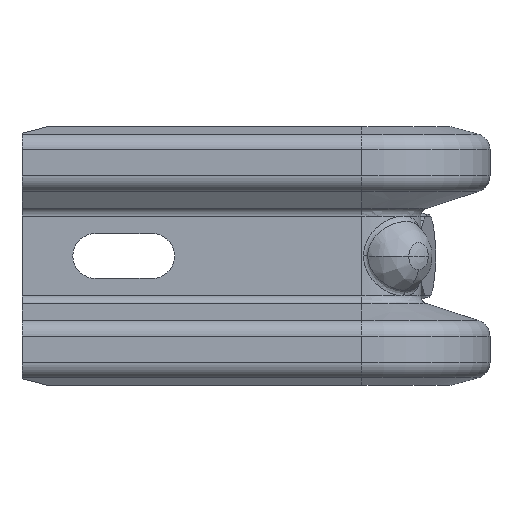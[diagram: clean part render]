
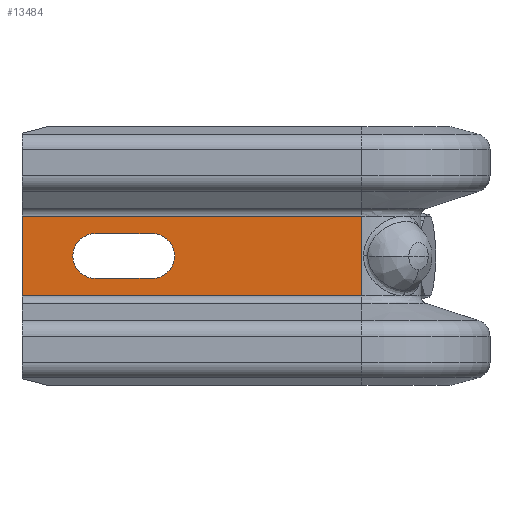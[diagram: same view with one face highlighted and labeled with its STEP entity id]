
A CAD part, left-side view. The second image highlights one B-rep face of the part: STEP entity #13484.
In plain terms, the highlighted planar face has unit normal (-1, 0, 0).
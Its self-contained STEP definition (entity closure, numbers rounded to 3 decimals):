
#1796=DIRECTION('',(0.,0.,1.));
#1797=VECTOR('',#1796,19.6);
#1798=CARTESIAN_POINT('',(-257.,115.,-9.8));
#1799=LINE('',#1798,#1797);
#1800=DIRECTION('',(0.,0.,1.));
#1801=VECTOR('',#1800,19.6);
#1802=CARTESIAN_POINT('',(-257.,31.5,-9.8));
#1803=LINE('',#1802,#1801);
#1804=DIRECTION('',(0.,1.,0.));
#1805=VECTOR('',#1804,83.5);
#1806=CARTESIAN_POINT('',(-257.,31.5,-9.8));
#1807=LINE('',#1806,#1805);
#1808=DIRECTION('',(0.,1.,0.));
#1809=VECTOR('',#1808,14.);
#1810=CARTESIAN_POINT('',(-257.,83.,5.5));
#1811=LINE('',#1810,#1809);
#1812=CARTESIAN_POINT('',(-257.,97.,0.));
#1813=DIRECTION('',(1.,0.,0.));
#1814=DIRECTION('',(0.,0.,-1.));
#1815=AXIS2_PLACEMENT_3D('',#1812,#1813,#1814);
#1817=DIRECTION('',(0.,-1.,0.));
#1818=VECTOR('',#1817,14.);
#1819=CARTESIAN_POINT('',(-257.,97.,-5.5));
#1820=LINE('',#1819,#1818);
#1821=CARTESIAN_POINT('',(-257.,83.,0.));
#1822=DIRECTION('',(1.,0.,0.));
#1823=DIRECTION('',(0.,0.,1.));
#1824=AXIS2_PLACEMENT_3D('',#1821,#1822,#1823);
#2825=DIRECTION('',(0.,1.,0.));
#2826=VECTOR('',#2825,83.5);
#2827=CARTESIAN_POINT('',(-257.,31.5,9.8));
#2828=LINE('',#2827,#2826);
#8983=CARTESIAN_POINT('',(-257.,31.5,-9.8));
#8984=VERTEX_POINT('',#8983);
#8985=CARTESIAN_POINT('',(-257.,31.5,9.8));
#8986=VERTEX_POINT('',#8985);
#9079=CARTESIAN_POINT('',(-257.,83.,5.5));
#9080=CARTESIAN_POINT('',(-257.,97.,5.5));
#9081=VERTEX_POINT('',#9079);
#9082=VERTEX_POINT('',#9080);
#9083=CARTESIAN_POINT('',(-257.,97.,-5.5));
#9084=VERTEX_POINT('',#9083);
#9085=CARTESIAN_POINT('',(-257.,83.,-5.5));
#9086=VERTEX_POINT('',#9085);
#10193=CARTESIAN_POINT('',(-257.,115.,-9.8));
#10194=VERTEX_POINT('',#10193);
#10195=CARTESIAN_POINT('',(-257.,115.,9.8));
#10196=VERTEX_POINT('',#10195);
#13460=CARTESIAN_POINT('',(-257.,31.5,-9.8));
#13461=DIRECTION('',(-1.,0.,0.));
#13462=DIRECTION('',(0.,0.,1.));
#13463=AXIS2_PLACEMENT_3D('',#13460,#13461,#13462);
#13464=PLANE('',#13463);
#13466=ORIENTED_EDGE('',*,*,#13465,.T.);
#13468=ORIENTED_EDGE('',*,*,#13467,.F.);
#13469=ORIENTED_EDGE('',*,*,#13435,.F.);
#13471=ORIENTED_EDGE('',*,*,#13470,.T.);
#13472=EDGE_LOOP('',(#13466,#13468,#13469,#13471));
#13473=FACE_OUTER_BOUND('',#13472,.F.);
#13475=ORIENTED_EDGE('',*,*,#13474,.T.);
#13477=ORIENTED_EDGE('',*,*,#13476,.F.);
#13479=ORIENTED_EDGE('',*,*,#13478,.T.);
#13481=ORIENTED_EDGE('',*,*,#13480,.F.);
#13482=EDGE_LOOP('',(#13475,#13477,#13479,#13481));
#13483=FACE_BOUND('',#13482,.F.);
#13484=ADVANCED_FACE('',(#13473,#13483),#13464,.T.);
#1816=CIRCLE('',#1815,5.5);
#1825=CIRCLE('',#1824,5.5);
#13435=EDGE_CURVE('',#8984,#8986,#1803,.T.);
#13465=EDGE_CURVE('',#10194,#10196,#1799,.T.);
#13467=EDGE_CURVE('',#8986,#10196,#2828,.T.);
#13470=EDGE_CURVE('',#8984,#10194,#1807,.T.);
#13474=EDGE_CURVE('',#9081,#9082,#1811,.T.);
#13476=EDGE_CURVE('',#9084,#9082,#1816,.T.);
#13478=EDGE_CURVE('',#9084,#9086,#1820,.T.);
#13480=EDGE_CURVE('',#9081,#9086,#1825,.T.);
